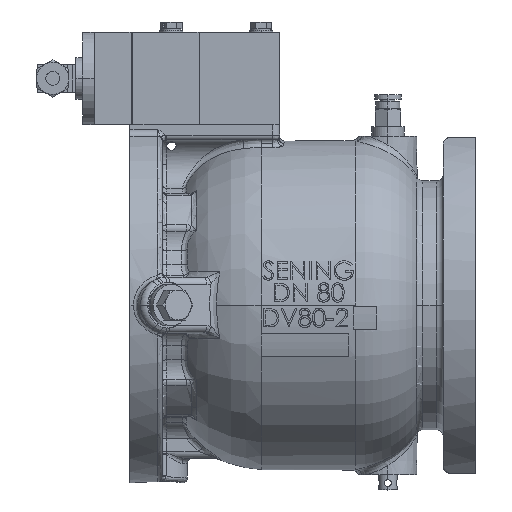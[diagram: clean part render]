
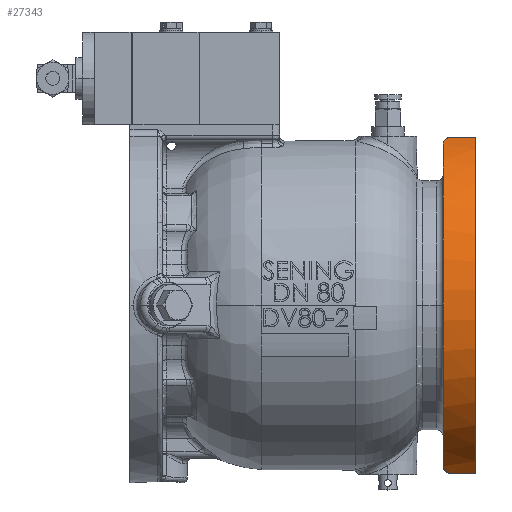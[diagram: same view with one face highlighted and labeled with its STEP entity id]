
A CAD part, top view. The second image highlights one B-rep face of the part: STEP entity #27343.
In plain terms, the highlighted cylindrical face has radius 77 mm (diameter 154 mm), a partial arc.
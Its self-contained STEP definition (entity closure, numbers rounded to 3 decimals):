
#3814 = CARTESIAN_POINT ( 'NONE',  ( -14., 72.877, 24.86 ) ) ;
#10607 = B_SPLINE_CURVE_WITH_KNOTS ( 'NONE', 3,
 ( #55470, #55476, #55477, #55460, #55461, #55462, #55479, #55480, #55482, #55481, #55463, #55464, #55466, #55465, #55525, #55526, #55572, #55573, #54799, #54522 ),
 .UNSPECIFIED., .F., .F.,
 ( 4, 2, 2, 2, 2, 2, 2, 2, 2, 4 ),
 ( 0., 0., 0.001, 0.001, 0.002, 0.002, 0.003, 0.005, 0.007, 0.009 ),
 .UNSPECIFIED. ) ;
#10619 = B_SPLINE_CURVE_WITH_KNOTS ( 'NONE', 3,
 ( #54728, #54738, #54735, #54736, #54733, #54734, #54732, #54730, #54731, #55349, #55345, #55331, #55332, #55338, #55340, #55335, #55348, #55347, #55346, #55344 ),
 .UNSPECIFIED., .F., .F.,
 ( 4, 2, 2, 2, 2, 2, 2, 2, 2, 4 ),
 ( 0., 0.002, 0.004, 0.006, 0.007, 0.007, 0.008, 0.008, 0.009, 0.009 ),
 .UNSPECIFIED. ) ;
#21427 = CARTESIAN_POINT ( 'NONE',  ( -17., 69.877, 32.346 ) ) ;
#21458 = CARTESIAN_POINT ( 'NONE',  ( -3., -72.877, 24.86 ) ) ;
#21502 = CARTESIAN_POINT ( 'NONE',  ( -17., -69.877, 32.346 ) ) ;
#24026 = CYLINDRICAL_SURFACE ( 'NONE', #29682, 77. ) ;
#24149 = FACE_OUTER_BOUND ( 'NONE', #49305, .T. ) ;
#24453 = VERTEX_POINT ( 'NONE', #61004 ) ;
#25390 = VERTEX_POINT ( 'NONE', #58776 ) ;
#25691 = VERTEX_POINT ( 'NONE', #21502 ) ;
#25913 = VERTEX_POINT ( 'NONE', #21458 ) ;
#26266 = VERTEX_POINT ( 'NONE', #21427 ) ;
#26579 = VERTEX_POINT ( 'NONE', #3814 ) ;
#27343 = ADVANCED_FACE ( 'NONE', ( #24149 ), #24026, .T. ) ;
#29682 = AXIS2_PLACEMENT_3D ( 'NONE', #36571, #36692, #36689 ) ;
#33272 = EDGE_CURVE ( 'NONE', #24453, #25691, #10607, .T. ) ;
#33314 = EDGE_CURVE ( 'NONE', #25390, #26579, #59540, .T. ) ;
#33757 = EDGE_CURVE ( 'NONE', #26266, #26579, #10619, .T. ) ;
#34187 = EDGE_CURVE ( 'NONE', #25390, #25913, #59663, .T. ) ;
#34271 = EDGE_CURVE ( 'NONE', #25691, #26266, #59676, .T. ) ;
#34752 = EDGE_CURVE ( 'NONE', #24453, #25913, #59729, .T. ) ;
#35062 = AXIS2_PLACEMENT_3D ( 'NONE', #54700, #54706, #54715 ) ;
#35065 = AXIS2_PLACEMENT_3D ( 'NONE', #54614, #54612, #54613 ) ;
#36571 = CARTESIAN_POINT ( 'NONE',  ( -23., 0., 0. ) ) ;
#36689 = DIRECTION ( 'NONE',  ( 0., 0., -1. ) ) ;
#36692 = DIRECTION ( 'NONE',  ( 1., 0., 0. ) ) ;
#49305 = EDGE_LOOP ( 'NONE', ( #49836, #49840, #49536, #50634, #50584, #50561 ) ) ;
#49536 = ORIENTED_EDGE ( 'NONE', *, *, #33314, .T. ) ;
#49836 = ORIENTED_EDGE ( 'NONE', *, *, #34752, .T. ) ;
#49840 = ORIENTED_EDGE ( 'NONE', *, *, #34187, .F. ) ;
#50561 = ORIENTED_EDGE ( 'NONE', *, *, #33272, .F. ) ;
#50584 = ORIENTED_EDGE ( 'NONE', *, *, #34271, .F. ) ;
#50634 = ORIENTED_EDGE ( 'NONE', *, *, #33757, .F. ) ;
#54283 = DIRECTION ( 'NONE',  ( -1., 0., 0. ) ) ;
#54314 = CARTESIAN_POINT ( 'NONE',  ( -23., 72.877, 24.86 ) ) ;
#54520 = DIRECTION ( 'NONE',  ( 1., 0., 0. ) ) ;
#54522 = CARTESIAN_POINT ( 'NONE',  ( -17., -69.877, 32.346 ) ) ;
#54612 = DIRECTION ( 'NONE',  ( -1., 0., 0. ) ) ;
#54613 = DIRECTION ( 'NONE',  ( 0., 0., 1. ) ) ;
#54614 = CARTESIAN_POINT ( 'NONE',  ( -17., 0., 0. ) ) ;
#54700 = CARTESIAN_POINT ( 'NONE',  ( -3., 0., 0. ) ) ;
#54706 = DIRECTION ( 'NONE',  ( 1., 0., 0. ) ) ;
#54715 = DIRECTION ( 'NONE',  ( 0., 0., -1. ) ) ;
#54728 = CARTESIAN_POINT ( 'NONE',  ( -17., 69.877, 32.346 ) ) ;
#54730 = CARTESIAN_POINT ( 'NONE',  ( -15.963, 72.152, 26.892 ) ) ;
#54731 = CARTESIAN_POINT ( 'NONE',  ( -15.814, 72.275, 26.559 ) ) ;
#54732 = CARTESIAN_POINT ( 'NONE',  ( -16.223, 71.899, 27.562 ) ) ;
#54733 = CARTESIAN_POINT ( 'NONE',  ( -16.624, 71.368, 28.915 ) ) ;
#54734 = CARTESIAN_POINT ( 'NONE',  ( -16.334, 71.769, 27.9 ) ) ;
#54735 = CARTESIAN_POINT ( 'NONE',  ( -16.95, 70.502, 30.967 ) ) ;
#54736 = CARTESIAN_POINT ( 'NONE',  ( -16.762, 71.088, 29.597 ) ) ;
#54738 = CARTESIAN_POINT ( 'NONE',  ( -17., 70.197, 31.655 ) ) ;
#54799 = CARTESIAN_POINT ( 'NONE',  ( -17., -70.196, 31.656 ) ) ;
#55288 = CARTESIAN_POINT ( 'NONE',  ( -23., -72.877, 24.86 ) ) ;
#55331 = CARTESIAN_POINT ( 'NONE',  ( -15.24, 72.611, 25.626 ) ) ;
#55332 = CARTESIAN_POINT ( 'NONE',  ( -15.125, 72.661, 25.483 ) ) ;
#55335 = CARTESIAN_POINT ( 'NONE',  ( -14.465, 72.842, 24.962 ) ) ;
#55338 = CARTESIAN_POINT ( 'NONE',  ( -14.863, 72.753, 25.219 ) ) ;
#55340 = CARTESIAN_POINT ( 'NONE',  ( -14.717, 72.795, 25.099 ) ) ;
#55344 = CARTESIAN_POINT ( 'NONE',  ( -14., 72.877, 24.86 ) ) ;
#55345 = CARTESIAN_POINT ( 'NONE',  ( -15.452, 72.505, 25.925 ) ) ;
#55346 = CARTESIAN_POINT ( 'NONE',  ( -14.097, 72.877, 24.86 ) ) ;
#55347 = CARTESIAN_POINT ( 'NONE',  ( -14.194, 72.872, 24.874 ) ) ;
#55348 = CARTESIAN_POINT ( 'NONE',  ( -14.378, 72.854, 24.925 ) ) ;
#55349 = CARTESIAN_POINT ( 'NONE',  ( -15.548, 72.449, 26.081 ) ) ;
#55460 = CARTESIAN_POINT ( 'NONE',  ( -14.376, -72.854, 24.925 ) ) ;
#55461 = CARTESIAN_POINT ( 'NONE',  ( -14.465, -72.842, 24.962 ) ) ;
#55462 = CARTESIAN_POINT ( 'NONE',  ( -14.714, -72.795, 25.097 ) ) ;
#55463 = CARTESIAN_POINT ( 'NONE',  ( -15.547, -72.449, 26.08 ) ) ;
#55464 = CARTESIAN_POINT ( 'NONE',  ( -15.811, -72.278, 26.553 ) ) ;
#55465 = CARTESIAN_POINT ( 'NONE',  ( -16.217, -71.905, 27.545 ) ) ;
#55466 = CARTESIAN_POINT ( 'NONE',  ( -15.958, -72.157, 26.88 ) ) ;
#55470 = CARTESIAN_POINT ( 'NONE',  ( -14., -72.877, 24.86 ) ) ;
#55476 = CARTESIAN_POINT ( 'NONE',  ( -14.097, -72.877, 24.86 ) ) ;
#55477 = CARTESIAN_POINT ( 'NONE',  ( -14.192, -72.872, 24.873 ) ) ;
#55479 = CARTESIAN_POINT ( 'NONE',  ( -14.862, -72.754, 25.218 ) ) ;
#55480 = CARTESIAN_POINT ( 'NONE',  ( -15.123, -72.662, 25.48 ) ) ;
#55481 = CARTESIAN_POINT ( 'NONE',  ( -15.452, -72.505, 25.925 ) ) ;
#55482 = CARTESIAN_POINT ( 'NONE',  ( -15.239, -72.611, 25.624 ) ) ;
#55525 = CARTESIAN_POINT ( 'NONE',  ( -16.33, -71.774, 27.885 ) ) ;
#55526 = CARTESIAN_POINT ( 'NONE',  ( -16.622, -71.371, 28.909 ) ) ;
#55572 = CARTESIAN_POINT ( 'NONE',  ( -16.761, -71.09, 29.594 ) ) ;
#55573 = CARTESIAN_POINT ( 'NONE',  ( -16.95, -70.502, 30.967 ) ) ;
#58776 = CARTESIAN_POINT ( 'NONE',  ( -3., 72.877, 24.86 ) ) ;
#59506 = VECTOR ( 'NONE', #54283, 1000. ) ;
#59540 = LINE ( 'NONE', #54314, #59506 ) ;
#59663 = CIRCLE ( 'NONE', #35062, 77. ) ;
#59676 = CIRCLE ( 'NONE', #35065, 77. ) ;
#59718 = VECTOR ( 'NONE', #54520, 1000. ) ;
#59729 = LINE ( 'NONE', #55288, #59718 ) ;
#61004 = CARTESIAN_POINT ( 'NONE',  ( -14., -72.877, 24.86 ) ) ;
